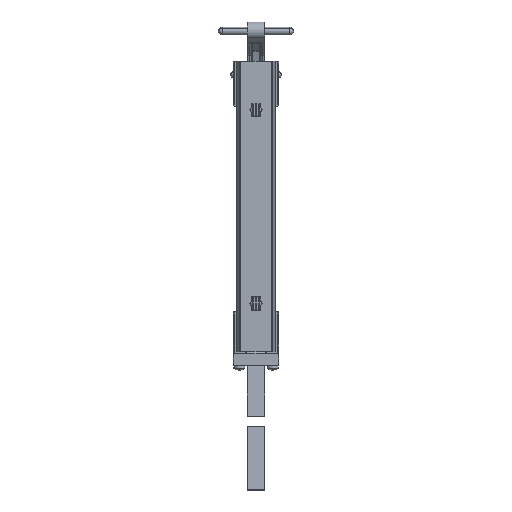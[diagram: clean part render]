
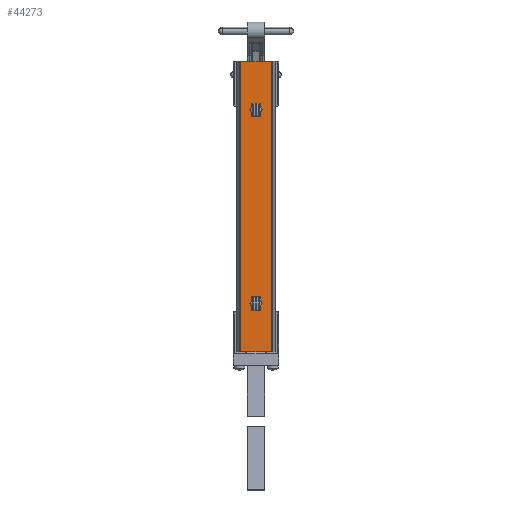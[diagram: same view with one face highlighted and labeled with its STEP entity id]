
A CAD part, front view. The second image highlights one B-rep face of the part: STEP entity #44273.
In plain terms, the highlighted planar face has unit normal (0, -1, 0).
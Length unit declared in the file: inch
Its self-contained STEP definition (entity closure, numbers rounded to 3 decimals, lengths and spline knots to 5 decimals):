
#38 = CIRCLE ( 'NONE', #29593, 0.15625 ) ;
#804 = DIRECTION ( 'NONE',  ( -1., 0., 0. ) ) ;
#1212 = VERTEX_POINT ( 'NONE', #4255 ) ;
#1421 = EDGE_CURVE ( 'NONE', #1212, #35923, #27287, .T. ) ;
#1627 = CARTESIAN_POINT ( 'NONE',  ( -0.62546, 0., -6. ) ) ;
#1945 = ORIENTED_EDGE ( 'NONE', *, *, #13447, .T. ) ;
#2694 = DIRECTION ( 'NONE',  ( 0., 1., 0. ) ) ;
#2753 = VERTEX_POINT ( 'NONE', #17517 ) ;
#3123 = CARTESIAN_POINT ( 'NONE',  ( 0.62546, 0., 6. ) ) ;
#3201 = CARTESIAN_POINT ( 'NONE',  ( 0.62546, 0., -6. ) ) ;
#3236 = LINE ( 'NONE', #3201, #28622 ) ;
#3474 = VECTOR ( 'NONE', #22039, 39.37008 ) ;
#3637 = DIRECTION ( 'NONE',  ( 0., 0., 1. ) ) ;
#4255 = CARTESIAN_POINT ( 'NONE',  ( -0.15625, 0., 4. ) ) ;
#4593 = FACE_BOUND ( 'NONE', #14463, .T. ) ;
#6482 = LINE ( 'NONE', #24260, #34047 ) ;
#8368 = CARTESIAN_POINT ( 'NONE',  ( 0., 0., 4. ) ) ;
#8991 = CARTESIAN_POINT ( 'NONE',  ( 0.15625, 0., 4. ) ) ;
#9555 = DIRECTION ( 'NONE',  ( -1., 0., 0. ) ) ;
#11730 = VECTOR ( 'NONE', #15751, 39.37008 ) ;
#11812 = DIRECTION ( 'NONE',  ( -1., 0., 0. ) ) ;
#12165 = EDGE_CURVE ( 'NONE', #26075, #14416, #3236, .T. ) ;
#12986 = DIRECTION ( 'NONE',  ( 0., 1., 0. ) ) ;
#13447 = EDGE_CURVE ( 'NONE', #38968, #26075, #39269, .T. ) ;
#13526 = CIRCLE ( 'NONE', #36318, 0.15625 ) ;
#13656 = LINE ( 'NONE', #29033, #3474 ) ;
#13911 = CARTESIAN_POINT ( 'NONE',  ( -0.15625, 0., -4. ) ) ;
#14416 = VERTEX_POINT ( 'NONE', #3123 ) ;
#14463 = EDGE_LOOP ( 'NONE', ( #28115, #17279 ) ) ;
#15751 = DIRECTION ( 'NONE',  ( 1., 0., 0. ) ) ;
#17279 = ORIENTED_EDGE ( 'NONE', *, *, #33225, .T. ) ;
#17517 = CARTESIAN_POINT ( 'NONE',  ( -0.62546, 0., 6. ) ) ;
#18764 = EDGE_LOOP ( 'NONE', ( #37637, #28535 ) ) ;
#19665 = DIRECTION ( 'NONE',  ( 0., -1., 0. ) ) ;
#21235 = AXIS2_PLACEMENT_3D ( 'NONE', #36856, #12986, #9555 ) ;
#21350 = DIRECTION ( 'NONE',  ( 0., 1., 0. ) ) ;
#21803 = FACE_OUTER_BOUND ( 'NONE', #26420, .T. ) ;
#22039 = DIRECTION ( 'NONE',  ( 1., 0., 0. ) ) ;
#22799 = AXIS2_PLACEMENT_3D ( 'NONE', #33448, #19665, #43761 ) ;
#22848 = ORIENTED_EDGE ( 'NONE', *, *, #30703, .F. ) ;
#23316 = CARTESIAN_POINT ( 'NONE',  ( 0., 0., -4. ) ) ;
#23526 = EDGE_CURVE ( 'NONE', #38968, #2753, #6482, .T. ) ;
#23572 = AXIS2_PLACEMENT_3D ( 'NONE', #8368, #32530, #11812 ) ;
#23585 = VERTEX_POINT ( 'NONE', #28053 ) ;
#24260 = CARTESIAN_POINT ( 'NONE',  ( -0.62546, 0., -6. ) ) ;
#26075 = VERTEX_POINT ( 'NONE', #39287 ) ;
#26420 = EDGE_LOOP ( 'NONE', ( #22848, #27726, #1945, #30765 ) ) ;
#26798 = DIRECTION ( 'NONE',  ( -1., 0., 0. ) ) ;
#27287 = CIRCLE ( 'NONE', #21235, 0.15625 ) ;
#27726 = ORIENTED_EDGE ( 'NONE', *, *, #23526, .F. ) ;
#28053 = CARTESIAN_POINT ( 'NONE',  ( 0.15625, 0., -4. ) ) ;
#28115 = ORIENTED_EDGE ( 'NONE', *, *, #1421, .T. ) ;
#28535 = ORIENTED_EDGE ( 'NONE', *, *, #32221, .T. ) ;
#28622 = VECTOR ( 'NONE', #44431, 39.37008 ) ;
#29033 = CARTESIAN_POINT ( 'NONE',  ( -0.62546, 0., 6. ) ) ;
#29593 = AXIS2_PLACEMENT_3D ( 'NONE', #41974, #21350, #804 ) ;
#29695 = CARTESIAN_POINT ( 'NONE',  ( -0.62546, 0., -6. ) ) ;
#30703 = EDGE_CURVE ( 'NONE', #2753, #14416, #13656, .T. ) ;
#30765 = ORIENTED_EDGE ( 'NONE', *, *, #12165, .T. ) ;
#31019 = FACE_BOUND ( 'NONE', #18764, .T. ) ;
#32221 = EDGE_CURVE ( 'NONE', #23585, #32376, #13526, .T. ) ;
#32376 = VERTEX_POINT ( 'NONE', #13911 ) ;
#32530 = DIRECTION ( 'NONE',  ( 0., 1., 0. ) ) ;
#33225 = EDGE_CURVE ( 'NONE', #35923, #1212, #37728, .T. ) ;
#33448 = CARTESIAN_POINT ( 'NONE',  ( -0.62546, 0., -6. ) ) ;
#34047 = VECTOR ( 'NONE', #3637, 39.37008 ) ;
#35923 = VERTEX_POINT ( 'NONE', #8991 ) ;
#36318 = AXIS2_PLACEMENT_3D ( 'NONE', #23316, #2694, #26798 ) ;
#36856 = CARTESIAN_POINT ( 'NONE',  ( 0., 0., 4. ) ) ;
#37637 = ORIENTED_EDGE ( 'NONE', *, *, #38393, .T. ) ;
#37728 = CIRCLE ( 'NONE', #23572, 0.15625 ) ;
#38393 = EDGE_CURVE ( 'NONE', #32376, #23585, #38, .T. ) ;
#38968 = VERTEX_POINT ( 'NONE', #1627 ) ;
#39269 = LINE ( 'NONE', #29695, #11730 ) ;
#39287 = CARTESIAN_POINT ( 'NONE',  ( 0.62546, 0., -6. ) ) ;
#41974 = CARTESIAN_POINT ( 'NONE',  ( 0., 0., -4. ) ) ;
#43599 = PLANE ( 'NONE',  #22799 ) ;
#43761 = DIRECTION ( 'NONE',  ( 1., 0., 0. ) ) ;
#44273 = ADVANCED_FACE ( 'NONE', ( #4593, #31019, #21803 ), #43599, .T. ) ;
#44431 = DIRECTION ( 'NONE',  ( 0., 0., 1. ) ) ;
